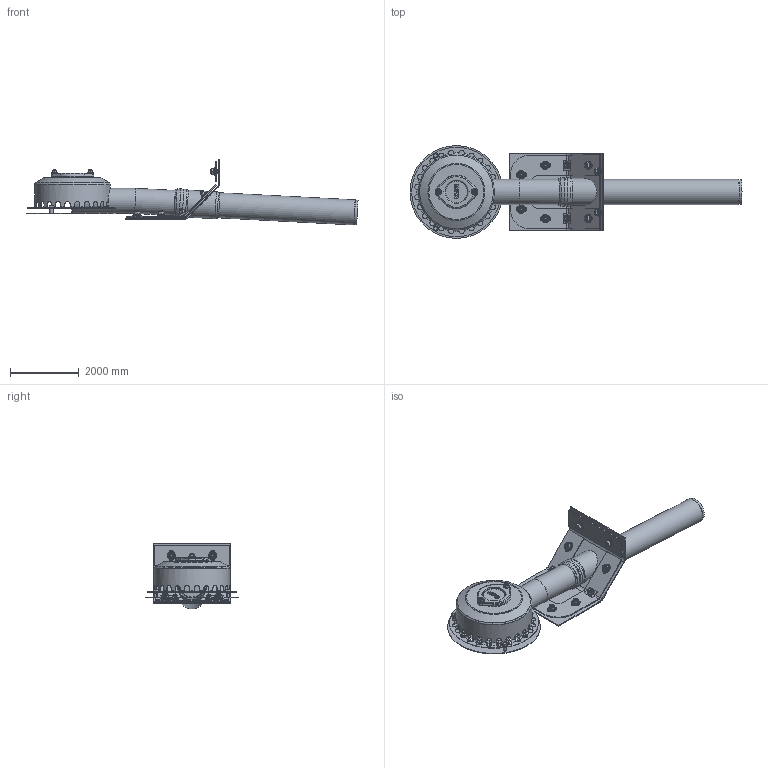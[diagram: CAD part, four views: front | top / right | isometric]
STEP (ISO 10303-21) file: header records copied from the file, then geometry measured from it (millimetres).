
FILE_DESCRIPTION(/* description */ (''),/* implementation_level */ '2;1');
FILE_NAME(/* name */ '01356.070X_3D.stp',/* time_stamp */ '2024-12-11T13:26:13+01:00',/* author */ ('CAD'),/* organization */ (''),/* preprocessor_version */ 'ST-DEVELOPER v20',/* originating_system */ 'AutoCAD Mechanical',/* authorisation */ '');
FILE_SCHEMA (('AUTOMOTIVE_DESIGN { 1 0 10303 214 3 1 1 }'));
Products named in the file (2): Product; *S0
Assembly tree (1 placements, depth 2):
  Product
    *S0
Bounding box: 9651.51 x 2700 x 1916.04 mm (x, y, z)
Volume: 971031243.2 mm3; surface area: 107056147.5 mm2
Topology: 49 solids, 49 shells, 2438 faces, 6813 edges, 4444 vertices
Faces by surface type: plane 1753, cone 358, cylinder 197, torus 111, bspline 13, sphere 6
Full cylindrical faces by diameter (mm): 66.47 x2, 80 x4, 83.76 x10, 99.999 x10, 100 x4, 110 x2, 130 x8, 240 x8, 700 x3, 706 x2, 730 x4, 731.5 x1, 756 x1, 786 x2, 800 x1, 806 x2, 836 x1, 920 x1, 2180 x1, 2200 x1, 2700 x1
Entity records: 84083 total; most frequent: CARTESIAN_POINT 20107, ORIENTED_EDGE 13612, DIRECTION 12101, EDGE_CURVE 6806, LINE 5211, VECTOR 5211, VERTEX_POINT 4434, AXIS2_PLACEMENT_3D 3445
